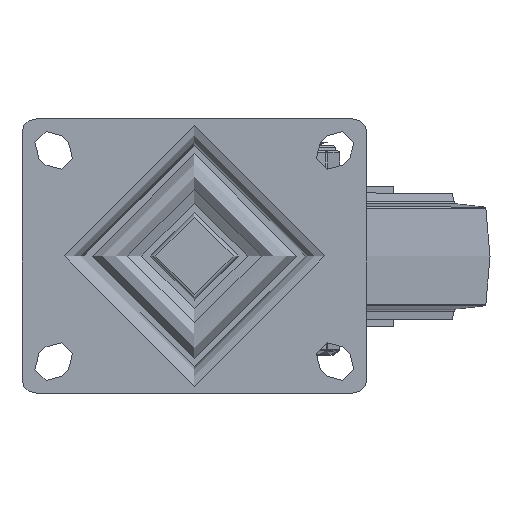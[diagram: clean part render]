
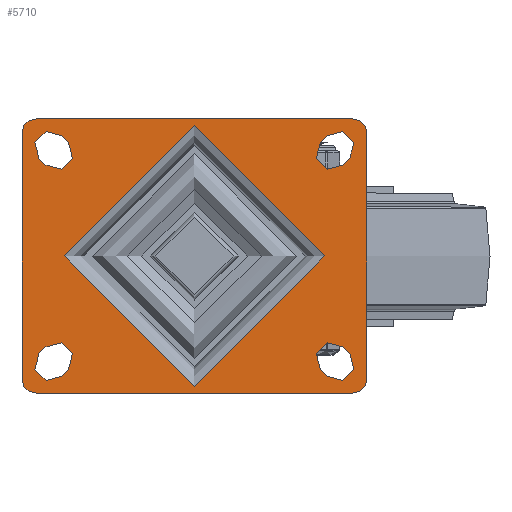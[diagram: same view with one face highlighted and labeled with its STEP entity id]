
A CAD part, top view. The second image highlights one B-rep face of the part: STEP entity #5710.
In plain terms, the highlighted planar face has unit normal (0, 0, 1).
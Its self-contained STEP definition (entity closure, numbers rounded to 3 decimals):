
#490=FACE_BOUND('',#1403,.T.);
#491=FACE_BOUND('',#1404,.T.);
#492=FACE_BOUND('',#1405,.T.);
#493=FACE_BOUND('',#1406,.T.);
#494=FACE_BOUND('',#1407,.T.);
#577=CIRCLE('',#6159,4.5);
#579=CIRCLE('',#6163,4.5);
#581=CIRCLE('',#6167,4.5);
#583=CIRCLE('',#6171,4.5);
#585=CIRCLE('',#6175,4.5);
#587=CIRCLE('',#6179,4.5);
#589=CIRCLE('',#6183,4.5);
#591=CIRCLE('',#6187,4.5);
#597=CIRCLE('',#6195,37.);
#606=CIRCLE('',#6209,4.);
#608=CIRCLE('',#6212,4.);
#610=CIRCLE('',#6215,4.);
#612=CIRCLE('',#6218,4.);
#1037=FACE_OUTER_BOUND('',#1402,.T.);
#1402=EDGE_LOOP('',(#4023,#4024,#4025,#4026,#4027,#4028,#4029,#4030));
#1403=EDGE_LOOP('',(#4031,#4032,#4033,#4034));
#1404=EDGE_LOOP('',(#4035,#4036,#4037,#4038));
#1405=EDGE_LOOP('',(#4039,#4040,#4041,#4042));
#1406=EDGE_LOOP('',(#4043,#4044,#4045,#4046));
#1407=EDGE_LOOP('',(#4047));
#1776=LINE('',#8543,#2146);
#1780=LINE('',#8555,#2150);
#1784=LINE('',#8567,#2154);
#1788=LINE('',#8579,#2158);
#1792=LINE('',#8591,#2162);
#1796=LINE('',#8603,#2166);
#1800=LINE('',#8615,#2170);
#1804=LINE('',#8627,#2174);
#1820=LINE('',#8744,#2190);
#1822=LINE('',#8747,#2192);
#1824=LINE('',#8750,#2194);
#1825=LINE('',#8751,#2195);
#2146=VECTOR('',#6834,10.);
#2150=VECTOR('',#6846,10.);
#2154=VECTOR('',#6858,10.);
#2158=VECTOR('',#6870,10.);
#2162=VECTOR('',#6882,10.);
#2166=VECTOR('',#6894,10.);
#2170=VECTOR('',#6906,10.);
#2174=VECTOR('',#6918,10.);
#2190=VECTOR('',#7060,1000.);
#2192=VECTOR('',#7064,1000.);
#2194=VECTOR('',#7068,1000.);
#2195=VECTOR('',#7069,1000.);
#2516=VERTEX_POINT('',#8540);
#2517=VERTEX_POINT('',#8542);
#2519=VERTEX_POINT('',#8548);
#2521=VERTEX_POINT('',#8554);
#2524=VERTEX_POINT('',#8564);
#2525=VERTEX_POINT('',#8566);
#2527=VERTEX_POINT('',#8572);
#2529=VERTEX_POINT('',#8578);
#2532=VERTEX_POINT('',#8588);
#2533=VERTEX_POINT('',#8590);
#2535=VERTEX_POINT('',#8596);
#2537=VERTEX_POINT('',#8602);
#2540=VERTEX_POINT('',#8612);
#2541=VERTEX_POINT('',#8614);
#2543=VERTEX_POINT('',#8620);
#2545=VERTEX_POINT('',#8626);
#2549=VERTEX_POINT('',#8641);
#2556=VERTEX_POINT('',#8665);
#2557=VERTEX_POINT('',#8666);
#2560=VERTEX_POINT('',#8674);
#2561=VERTEX_POINT('',#8675);
#2564=VERTEX_POINT('',#8683);
#2565=VERTEX_POINT('',#8684);
#2568=VERTEX_POINT('',#8692);
#2569=VERTEX_POINT('',#8693);
#3040=EDGE_CURVE('',#2517,#2516,#1776,.T.);
#3043=EDGE_CURVE('',#2519,#2517,#577,.T.);
#3046=EDGE_CURVE('',#2521,#2519,#1780,.T.);
#3049=EDGE_CURVE('',#2516,#2521,#579,.T.);
#3052=EDGE_CURVE('',#2525,#2524,#1784,.T.);
#3055=EDGE_CURVE('',#2527,#2525,#581,.T.);
#3058=EDGE_CURVE('',#2529,#2527,#1788,.T.);
#3061=EDGE_CURVE('',#2524,#2529,#583,.T.);
#3064=EDGE_CURVE('',#2533,#2532,#1792,.T.);
#3067=EDGE_CURVE('',#2535,#2533,#585,.T.);
#3070=EDGE_CURVE('',#2537,#2535,#1796,.T.);
#3073=EDGE_CURVE('',#2532,#2537,#587,.T.);
#3076=EDGE_CURVE('',#2541,#2540,#1800,.T.);
#3079=EDGE_CURVE('',#2543,#2541,#589,.T.);
#3082=EDGE_CURVE('',#2545,#2543,#1804,.T.);
#3085=EDGE_CURVE('',#2540,#2545,#591,.T.);
#3091=EDGE_CURVE('',#2549,#2549,#597,.T.);
#3102=EDGE_CURVE('',#2556,#2557,#606,.T.);
#3106=EDGE_CURVE('',#2560,#2561,#608,.T.);
#3110=EDGE_CURVE('',#2564,#2565,#610,.T.);
#3114=EDGE_CURVE('',#2568,#2569,#612,.T.);
#3137=EDGE_CURVE('',#2569,#2560,#1820,.T.);
#3139=EDGE_CURVE('',#2561,#2556,#1822,.T.);
#3141=EDGE_CURVE('',#2565,#2568,#1824,.T.);
#3142=EDGE_CURVE('',#2557,#2564,#1825,.T.);
#4023=ORIENTED_EDGE('',*,*,#3114,.F.);
#4024=ORIENTED_EDGE('',*,*,#3141,.F.);
#4025=ORIENTED_EDGE('',*,*,#3110,.F.);
#4026=ORIENTED_EDGE('',*,*,#3142,.F.);
#4027=ORIENTED_EDGE('',*,*,#3102,.F.);
#4028=ORIENTED_EDGE('',*,*,#3139,.F.);
#4029=ORIENTED_EDGE('',*,*,#3106,.F.);
#4030=ORIENTED_EDGE('',*,*,#3137,.F.);
#4031=ORIENTED_EDGE('',*,*,#3046,.T.);
#4032=ORIENTED_EDGE('',*,*,#3043,.T.);
#4033=ORIENTED_EDGE('',*,*,#3040,.T.);
#4034=ORIENTED_EDGE('',*,*,#3049,.T.);
#4035=ORIENTED_EDGE('',*,*,#3058,.T.);
#4036=ORIENTED_EDGE('',*,*,#3055,.T.);
#4037=ORIENTED_EDGE('',*,*,#3052,.T.);
#4038=ORIENTED_EDGE('',*,*,#3061,.T.);
#4039=ORIENTED_EDGE('',*,*,#3070,.T.);
#4040=ORIENTED_EDGE('',*,*,#3067,.T.);
#4041=ORIENTED_EDGE('',*,*,#3064,.T.);
#4042=ORIENTED_EDGE('',*,*,#3073,.T.);
#4043=ORIENTED_EDGE('',*,*,#3082,.T.);
#4044=ORIENTED_EDGE('',*,*,#3079,.T.);
#4045=ORIENTED_EDGE('',*,*,#3076,.T.);
#4046=ORIENTED_EDGE('',*,*,#3085,.T.);
#4047=ORIENTED_EDGE('',*,*,#3091,.F.);
#5561=PLANE('',#6249);
#5710=ADVANCED_FACE('',(#1037,#490,#491,#492,#493,#494),#5561,.T.);
#6159=AXIS2_PLACEMENT_3D('',#8549,#6840,#6841);
#6163=AXIS2_PLACEMENT_3D('',#8559,#6852,#6853);
#6167=AXIS2_PLACEMENT_3D('',#8573,#6864,#6865);
#6171=AXIS2_PLACEMENT_3D('',#8583,#6876,#6877);
#6175=AXIS2_PLACEMENT_3D('',#8597,#6888,#6889);
#6179=AXIS2_PLACEMENT_3D('',#8607,#6900,#6901);
#6183=AXIS2_PLACEMENT_3D('',#8621,#6912,#6913);
#6187=AXIS2_PLACEMENT_3D('',#8631,#6924,#6925);
#6195=AXIS2_PLACEMENT_3D('',#8643,#6940,#6941);
#6209=AXIS2_PLACEMENT_3D('',#8667,#6970,#6971);
#6212=AXIS2_PLACEMENT_3D('',#8676,#6978,#6979);
#6215=AXIS2_PLACEMENT_3D('',#8685,#6986,#6987);
#6218=AXIS2_PLACEMENT_3D('',#8694,#6994,#6995);
#6249=AXIS2_PLACEMENT_3D('',#8749,#7066,#7067);
#6834=DIRECTION('',(0.707,0.707,0.));
#6840=DIRECTION('center_axis',(0.,0.,-1.));
#6841=DIRECTION('ref_axis',(-0.707,0.707,0.));
#6846=DIRECTION('',(-0.707,-0.707,0.));
#6852=DIRECTION('center_axis',(0.,0.,-1.));
#6853=DIRECTION('ref_axis',(0.707,-0.707,0.));
#6858=DIRECTION('',(-0.707,0.707,0.));
#6864=DIRECTION('center_axis',(0.,0.,-1.));
#6865=DIRECTION('ref_axis',(-0.707,-0.707,0.));
#6870=DIRECTION('',(0.707,-0.707,0.));
#6876=DIRECTION('center_axis',(0.,0.,-1.));
#6877=DIRECTION('ref_axis',(0.707,0.707,0.));
#6882=DIRECTION('',(0.707,-0.707,0.));
#6888=DIRECTION('center_axis',(0.,0.,-1.));
#6889=DIRECTION('ref_axis',(0.707,0.707,0.));
#6894=DIRECTION('',(-0.707,0.707,0.));
#6900=DIRECTION('center_axis',(0.,0.,-1.));
#6901=DIRECTION('ref_axis',(-0.707,-0.707,0.));
#6906=DIRECTION('',(-0.707,-0.707,0.));
#6912=DIRECTION('center_axis',(0.,0.,-1.));
#6913=DIRECTION('ref_axis',(0.707,-0.707,0.));
#6918=DIRECTION('',(0.707,0.707,0.));
#6924=DIRECTION('center_axis',(0.,0.,-1.));
#6925=DIRECTION('ref_axis',(-0.707,0.707,0.));
#6940=DIRECTION('center_axis',(0.,0.,1.));
#6941=DIRECTION('ref_axis',(-1.,0.,0.));
#6970=DIRECTION('center_axis',(0.,0.,-1.));
#6971=DIRECTION('ref_axis',(-0.707,0.707,0.));
#6978=DIRECTION('center_axis',(0.,0.,-1.));
#6979=DIRECTION('ref_axis',(-0.707,-0.707,0.));
#6986=DIRECTION('center_axis',(0.,0.,-1.));
#6987=DIRECTION('ref_axis',(0.707,0.707,0.));
#6994=DIRECTION('center_axis',(0.,0.,-1.));
#6995=DIRECTION('ref_axis',(0.707,-0.707,0.));
#7060=DIRECTION('',(-1.,0.,0.));
#7064=DIRECTION('',(0.,1.,0.));
#7066=DIRECTION('center_axis',(0.,0.,1.));
#7067=DIRECTION('ref_axis',(1.,0.,0.));
#7068=DIRECTION('',(0.,-1.,0.));
#7069=DIRECTION('',(1.,0.,0.));
#8540=CARTESIAN_POINT('',(37.818,34.182,0.));
#8542=CARTESIAN_POINT('',(35.818,32.182,0.));
#8543=CARTESIAN_POINT('',(18.818,15.182,0.));
#8548=CARTESIAN_POINT('',(42.182,25.818,0.));
#8549=CARTESIAN_POINT('Origin',(39.,29.,0.));
#8554=CARTESIAN_POINT('',(44.182,27.818,0.));
#8555=CARTESIAN_POINT('',(26.182,9.818,0.));
#8559=CARTESIAN_POINT('Origin',(41.,31.,0.));
#8564=CARTESIAN_POINT('',(35.818,-32.182,0.));
#8566=CARTESIAN_POINT('',(37.818,-34.182,0.));
#8567=CARTESIAN_POINT('',(19.818,-16.182,0.));
#8572=CARTESIAN_POINT('',(44.182,-27.818,0.));
#8573=CARTESIAN_POINT('Origin',(41.,-31.,0.));
#8578=CARTESIAN_POINT('',(42.182,-25.818,0.));
#8579=CARTESIAN_POINT('',(25.182,-8.818,0.));
#8583=CARTESIAN_POINT('Origin',(39.,-29.,0.));
#8588=CARTESIAN_POINT('',(-35.818,32.182,0.));
#8590=CARTESIAN_POINT('',(-37.818,34.182,0.));
#8591=CARTESIAN_POINT('',(-19.818,16.182,0.));
#8596=CARTESIAN_POINT('',(-44.182,27.818,0.));
#8597=CARTESIAN_POINT('Origin',(-41.,31.,0.));
#8602=CARTESIAN_POINT('',(-42.182,25.818,0.));
#8603=CARTESIAN_POINT('',(-25.182,8.818,0.));
#8607=CARTESIAN_POINT('Origin',(-39.,29.,0.));
#8612=CARTESIAN_POINT('',(-37.818,-34.182,0.));
#8614=CARTESIAN_POINT('',(-35.818,-32.182,0.));
#8615=CARTESIAN_POINT('',(-18.818,-15.182,0.));
#8620=CARTESIAN_POINT('',(-42.182,-25.818,0.));
#8621=CARTESIAN_POINT('Origin',(-39.,-29.,0.));
#8626=CARTESIAN_POINT('',(-44.182,-27.818,0.));
#8627=CARTESIAN_POINT('',(-26.182,-9.818,0.));
#8631=CARTESIAN_POINT('Origin',(-41.,-31.,0.));
#8641=CARTESIAN_POINT('',(-37.,0.,0.));
#8643=CARTESIAN_POINT('Origin',(0.,0.,0.));
#8665=CARTESIAN_POINT('',(-49.,35.,0.));
#8666=CARTESIAN_POINT('',(-45.,39.,0.));
#8667=CARTESIAN_POINT('Origin',(-45.,35.,0.));
#8674=CARTESIAN_POINT('',(-45.,-39.,0.));
#8675=CARTESIAN_POINT('',(-49.,-35.,0.));
#8676=CARTESIAN_POINT('Origin',(-45.,-35.,0.));
#8683=CARTESIAN_POINT('',(45.,39.,0.));
#8684=CARTESIAN_POINT('',(49.,35.,0.));
#8685=CARTESIAN_POINT('Origin',(45.,35.,0.));
#8692=CARTESIAN_POINT('',(49.,-35.,0.));
#8693=CARTESIAN_POINT('',(45.,-39.,0.));
#8694=CARTESIAN_POINT('Origin',(45.,-35.,0.));
#8744=CARTESIAN_POINT('',(49.,-39.,0.));
#8747=CARTESIAN_POINT('',(-49.,-39.,0.));
#8749=CARTESIAN_POINT('Origin',(0.,0.,0.));
#8750=CARTESIAN_POINT('',(49.,39.,0.));
#8751=CARTESIAN_POINT('',(-49.,39.,0.));
